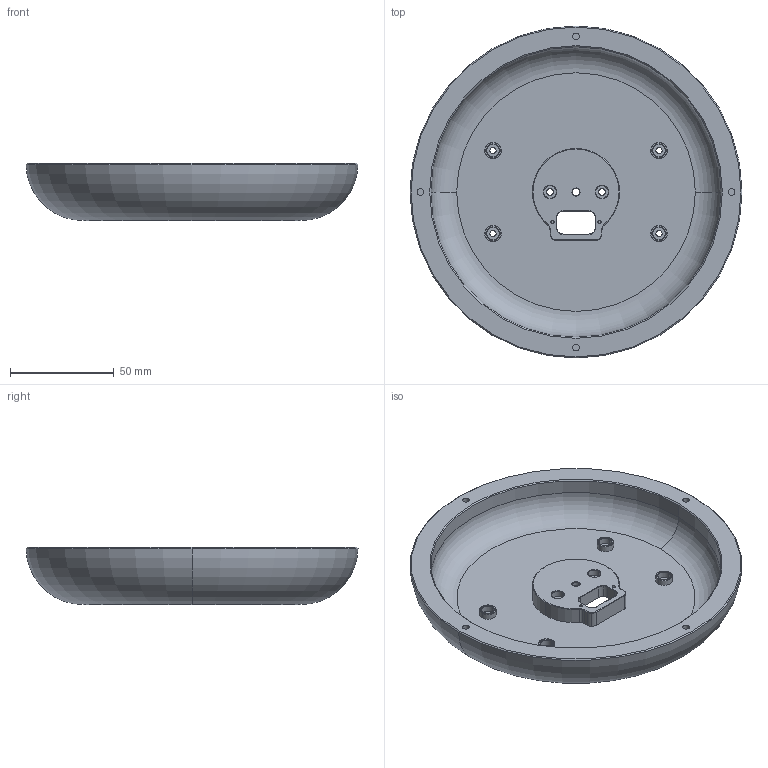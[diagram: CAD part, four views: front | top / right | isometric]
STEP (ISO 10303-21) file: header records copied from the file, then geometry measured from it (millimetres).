
FILE_DESCRIPTION (( 'STEP AP214' ), '1' );
FILE_NAME ('bottom cover.STEP', '2024-08-01T09:12:49', ( '' ), ( '' ), 'SwSTEP 2.0', 'SolidWorks 2024', '' );
FILE_SCHEMA (( 'AUTOMOTIVE_DESIGN' ));
Length unit declared in the file: millimetre
Products named in the file (1): bottom cover
Bounding box: 159.99 x 159.99 x 27.5 mm (x, y, z)
Volume: 182462.1 mm3; surface area: 57489.1 mm2
Topology: 1 solids, 1 shells, 167 faces, 374 edges, 228 vertices
Faces by surface type: cylinder 72, cone 52, plane 39, torus 4
Entity records: 4719 total; most frequent: DIRECTION 914, CARTESIAN_POINT 776, ORIENTED_EDGE 748, EDGE_CURVE 374, AXIS2_PLACEMENT_3D 374, VERTEX_POINT 228, CIRCLE 206, EDGE_LOOP 202
